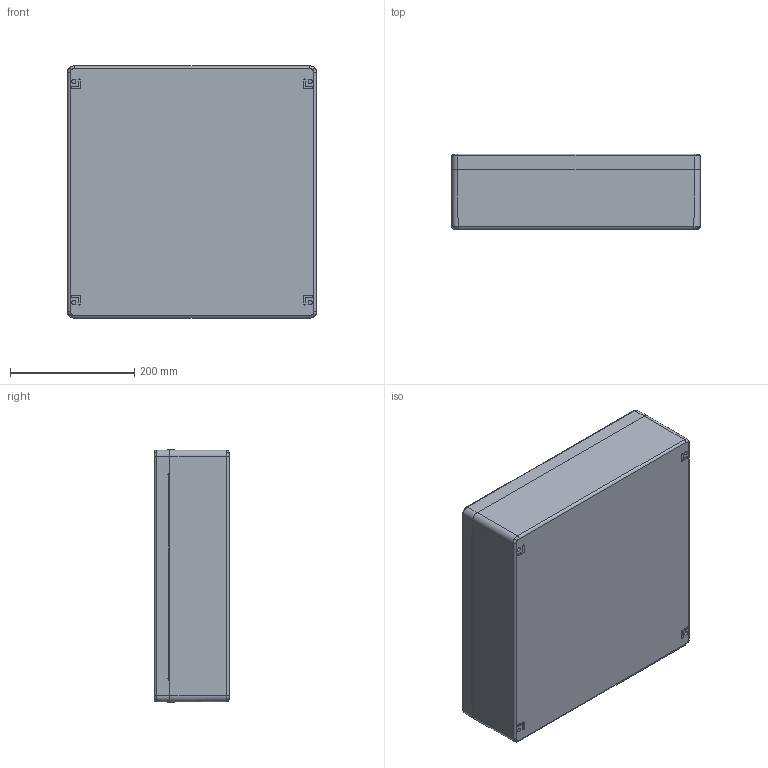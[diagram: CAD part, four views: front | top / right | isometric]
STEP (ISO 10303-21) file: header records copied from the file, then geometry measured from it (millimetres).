
FILE_DESCRIPTION(/* description */ (''),/* implementation_level */ '2;1');
FILE_NAME(/* name */ '17404112000-RST.stp',/* time_stamp */ '2021-09-08T12:54:58+02:00',/* author */ ('sl'),/* organization */ (''),/* preprocessor_version */ 'ST-DEVELOPER v16.5',/* originating_system */ 'Autodesk Inventor 2017',/* authorisation */ '');
FILE_SCHEMA (('AUTOMOTIVE_DESIGN { 1 0 10303 214 3 1 1 }'));
Length unit declared in the file: millimetre
Products named in the file (9): Ex-Polyester-Gehäuse-23-BG-0001-17_404112_000; Deckel-Ex-Polyester-Gehäuse-23-BG-0003-17_404112_0
00; Deckel-Ex-Polyester-Gehäuse-23-BT-0001-17_404112_0
00; Dichtlippe-Ex-Polyester-Gehäuse-23-BT-0002-17_404112_000; UT-Ex-Polyester-Gehäuse-23-BG-0002-17_404112_000; 23146-Ex Unterteil; 86222; 86224; SchraubeM6x30-10
Assembly tree (19 placements, depth 3):
  Ex-Polyester-Gehäuse-23-BG-0001-17_404112_000
    Deckel-Ex-Polyester-Gehäuse-23-BG-0003-17_404112_0
00
      Deckel-Ex-Polyester-Gehäuse-23-BT-0001-17_404112_0
00
      Dichtlippe-Ex-Polyester-Gehäuse-23-BT-0002-17_404112_000
    UT-Ex-Polyester-Gehäuse-23-BG-0002-17_404112_000
      86224  x4
      86222  x6
      23146-Ex Unterteil
    SchraubeM6x30-10  x4
Bounding box: 400 x 121 x 405 mm (x, y, z)
Volume: 3085288.6 mm3; surface area: 1061608 mm2
Topology: 17 solids, 17 shells, 1148 faces, 2686 edges, 1622 vertices
Faces by surface type: plane 392, cylinder 308, bspline 288, cone 104, torus 44, sphere 12
Full cylindrical faces by diameter (mm): 5 x20, 5.02 x10, 5.3 x4, 6 x4, 7.4 x10, 8 x4
Entity records: 34054 total; most frequent: CARTESIAN_POINT 16250, ORIENTED_EDGE 3748, DIRECTION 3536, EDGE_CURVE 1874, AXIS2_PLACEMENT_3D 1440, VERTEX_POINT 1140, EDGE_LOOP 968, FACE_OUTER_BOUND 848
